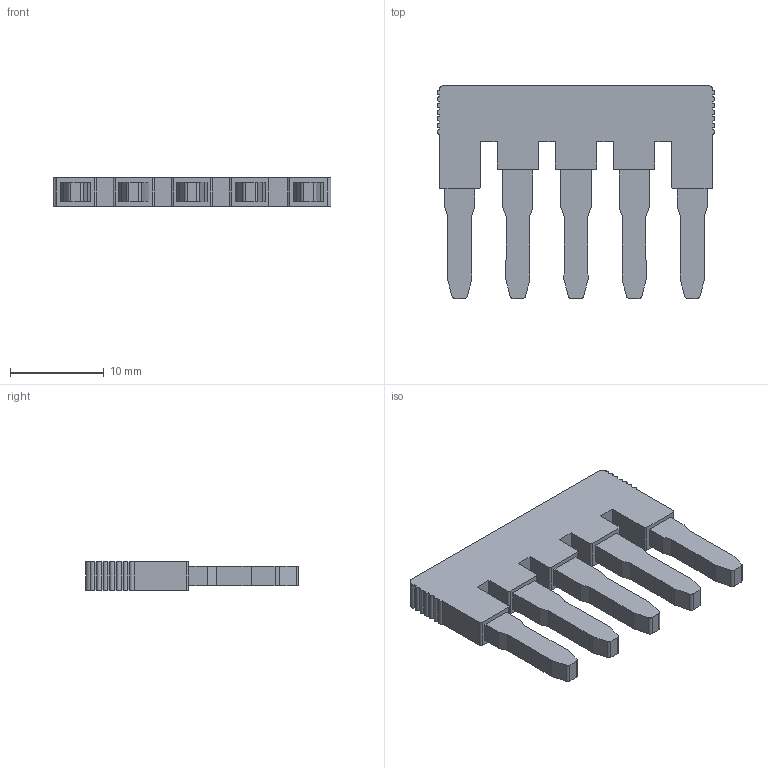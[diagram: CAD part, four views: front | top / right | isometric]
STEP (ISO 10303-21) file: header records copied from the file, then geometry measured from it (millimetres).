
FILE_DESCRIPTION((''),'2;1');
FILE_NAME('UFBS5-6','2020-01-11T',('Administrator'),(''),'PRO/ENGINEER BY PARAMETRIC TECHNOLOGY CORPORATION, 2013230','PRO/ENGINEER BY PARAMETRIC TECHNOLOGY CORPORATION, 2013230','');
FILE_SCHEMA(('CONFIG_CONTROL_DESIGN'));
Length unit declared in the file: millimetre
Products named in the file (1): UFBS5-6
Bounding box: 29.6 x 22.7 x 3 mm (x, y, z)
Volume: 1135.7 mm3; surface area: 1442.9 mm2
Topology: 1 solids, 1 shells, 145 faces, 414 edges, 276 vertices
Faces by surface type: plane 109, cylinder 36
Entity records: 4738 total; most frequent: CARTESIAN_POINT 835, ORIENTED_EDGE 828, DIRECTION 776, EDGE_CURVE 414, VECTOR 342, LINE 342, VERTEX_POINT 276, AXIS2_PLACEMENT_3D 217
